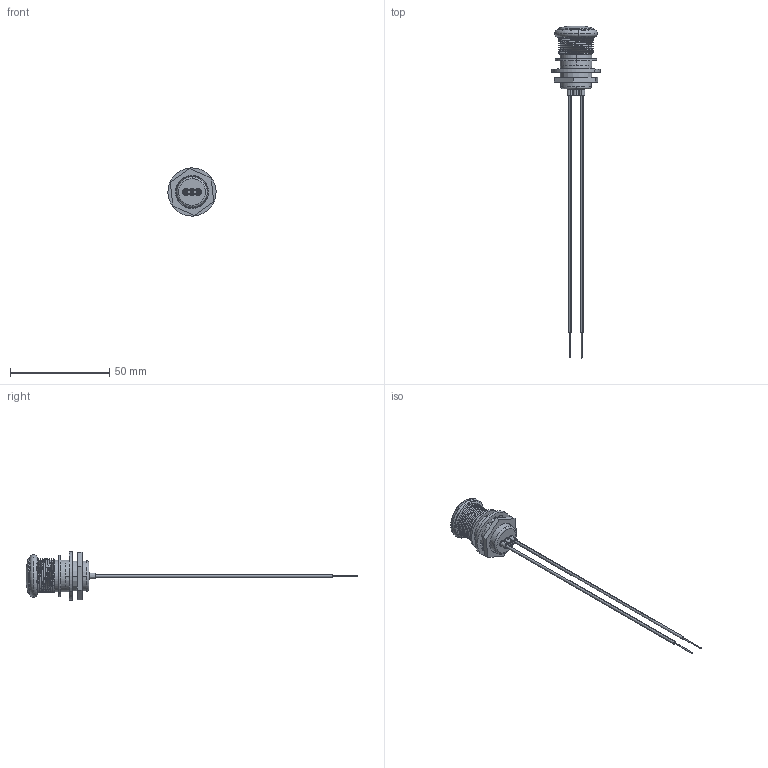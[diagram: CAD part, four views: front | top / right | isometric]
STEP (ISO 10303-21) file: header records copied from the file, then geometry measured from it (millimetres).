
FILE_DESCRIPTION (( 'STEP AP214' ), '1' );
FILE_NAME ('PML50.STEP', '2020-09-01T23:18:25', ( 'user' ), ( 'Microsoft' ), 'SwSTEP 2.0', 'SolidWorks 2018', '' );
FILE_SCHEMA (( 'AUTOMOTIVE_DESIGN' ));
Length unit declared in the file: inch
Products named in the file (9): R9-134-6 Optical Lens; R9-134-2 Top Lens; R9-134-1Housing; PML50; pml50 epdm washer; pml50 wire; pml50 nut; lock washer; pml50, ring, concept only
Assembly tree (9 placements, depth 2):
  PML50
    R9-134-1Housing
    R9-134-2 Top Lens
    R9-134-6 Optical Lens
    pml50, ring, concept only
    lock washer
    pml50 nut
    pml50 wire  x2
    pml50 epdm washer
Bounding box: 24.28 x 167.17 x 24.28 mm (x, y, z)
Volume: 4319.2 mm3; surface area: 8533.6 mm2
Topology: 9 solids, 9 shells, 275 faces, 692 edges, 437 vertices
Faces by surface type: plane 94, cylinder 77, bspline 63, cone 33, torus 8
Entity records: 24773 total; most frequent: CARTESIAN_POINT 18191, ORIENTED_EDGE 1348, DIRECTION 1220, EDGE_CURVE 674, AXIS2_PLACEMENT_3D 490, VERTEX_POINT 429, EDGE_LOOP 289, CIRCLE 273
